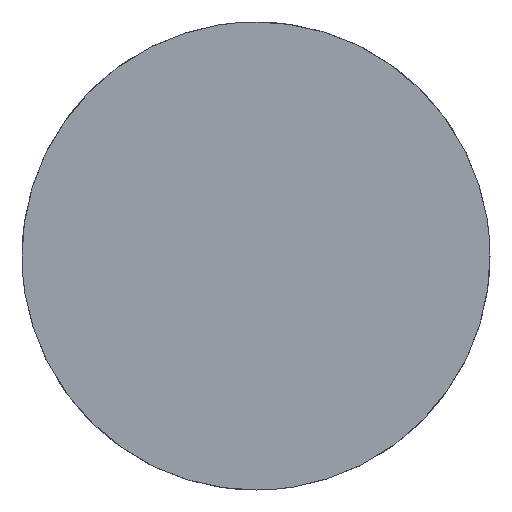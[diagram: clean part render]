
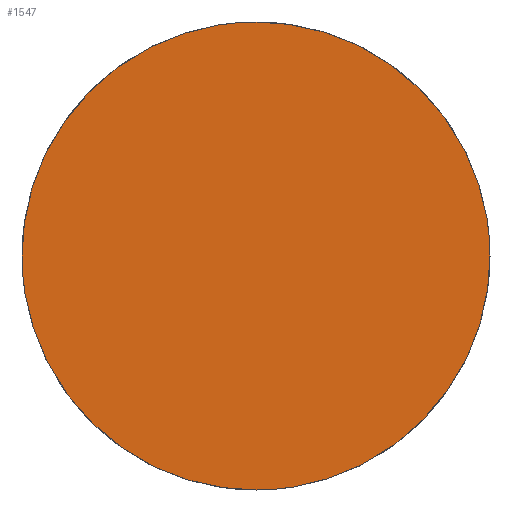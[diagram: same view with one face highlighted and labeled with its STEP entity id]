
A CAD part, left-side view. The second image highlights one B-rep face of the part: STEP entity #1547.
In plain terms, the highlighted free-form (B-spline) face has degree [1, 1] with [2, 2] control points.
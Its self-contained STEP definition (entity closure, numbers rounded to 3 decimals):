
#1547 = ADVANCED_FACE('',(#1548),#1562,.T.);
#1548 = FACE_BOUND('',#1549,.F.);
#1549 = EDGE_LOOP('',(#1550,#1584,#1611,#1638));
#1550 = ORIENTED_EDGE('',*,*,#1551,.T.);
#1551 = EDGE_CURVE('',#1552,#1554,#1556,.T.);
#1552 = VERTEX_POINT('',#1553);
#1553 = CARTESIAN_POINT('',(0.,-0.25,0.));
#1554 = VERTEX_POINT('',#1555);
#1555 = CARTESIAN_POINT('',(0.,0.,-0.25));
#1556 = SURFACE_CURVE('',#1557,(#1561),.PCURVE_S1.);
#1557 = ( BOUNDED_CURVE() B_SPLINE_CURVE(2,(#1558,#1559,#1560),
.UNSPECIFIED.,.F.,.F.) B_SPLINE_CURVE_WITH_KNOTS((3,3),(0.,
1.571),.PIECEWISE_BEZIER_KNOTS.) CURVE() 
GEOMETRIC_REPRESENTATION_ITEM() RATIONAL_B_SPLINE_CURVE((1.,
0.707,1.)) REPRESENTATION_ITEM('') );
#1558 = CARTESIAN_POINT('',(0.,-0.25,0.));
#1559 = CARTESIAN_POINT('',(0.,-0.25,-0.25));
#1560 = CARTESIAN_POINT('',(0.,0.,-0.25));
#1561 = PCURVE('',#1562,#1567);
#1562 = B_SPLINE_SURFACE_WITH_KNOTS('',1,1,(
    (#1563,#1564)
    ,(#1565,#1566
    )),.UNSPECIFIED.,.F.,.F.,.F.,(2,2),(2,2),(-0.25,0.25),(-0.25,0.25),
  .PIECEWISE_BEZIER_KNOTS.);
#1563 = CARTESIAN_POINT('',(0.,-0.25,-0.25));
#1564 = CARTESIAN_POINT('',(0.,0.25,-0.25));
#1565 = CARTESIAN_POINT('',(0.,-0.25,0.25));
#1566 = CARTESIAN_POINT('',(0.,0.25,0.25));
#1567 = DEFINITIONAL_REPRESENTATION('',(#1568),#1583);
#1568 = B_SPLINE_CURVE_WITH_KNOTS('',7,(#1569,#1570,#1571,#1572,#1573,
    #1574,#1575,#1576,#1577,#1578,#1579,#1580,#1581,#1582),
  .UNSPECIFIED.,.F.,.F.,(8,6,8),(0.,0.785,1.571),
  .UNSPECIFIED.);
#1569 = CARTESIAN_POINT('',(0.,-0.25));
#1570 = CARTESIAN_POINT('',(-0.025,-0.25));
#1571 = CARTESIAN_POINT('',(-0.052,-0.247));
#1572 = CARTESIAN_POINT('',(-0.079,-0.241));
#1573 = CARTESIAN_POINT('',(-0.106,-0.23));
#1574 = CARTESIAN_POINT('',(-0.132,-0.216));
#1575 = CARTESIAN_POINT('',(-0.156,-0.198));
#1576 = CARTESIAN_POINT('',(-0.198,-0.156));
#1577 = CARTESIAN_POINT('',(-0.216,-0.132));
#1578 = CARTESIAN_POINT('',(-0.23,-0.106));
#1579 = CARTESIAN_POINT('',(-0.241,-0.079));
#1580 = CARTESIAN_POINT('',(-0.247,-0.052));
#1581 = CARTESIAN_POINT('',(-0.25,-0.025));
#1582 = CARTESIAN_POINT('',(-0.25,0.));
#1583 = ( GEOMETRIC_REPRESENTATION_CONTEXT(2) 
PARAMETRIC_REPRESENTATION_CONTEXT() REPRESENTATION_CONTEXT('2D SPACE',''
  ) );
#1584 = ORIENTED_EDGE('',*,*,#1585,.T.);
#1585 = EDGE_CURVE('',#1554,#1586,#1588,.T.);
#1586 = VERTEX_POINT('',#1587);
#1587 = CARTESIAN_POINT('',(0.,0.25,0.));
#1588 = SURFACE_CURVE('',#1589,(#1593),.PCURVE_S1.);
#1589 = ( BOUNDED_CURVE() B_SPLINE_CURVE(2,(#1590,#1591,#1592),
.UNSPECIFIED.,.F.,.F.) B_SPLINE_CURVE_WITH_KNOTS((3,3),(0.,
1.571),.PIECEWISE_BEZIER_KNOTS.) CURVE() 
GEOMETRIC_REPRESENTATION_ITEM() RATIONAL_B_SPLINE_CURVE((1.,
0.707,1.)) REPRESENTATION_ITEM('') );
#1590 = CARTESIAN_POINT('',(0.,0.,-0.25));
#1591 = CARTESIAN_POINT('',(0.,0.25,-0.25));
#1592 = CARTESIAN_POINT('',(0.,0.25,0.));
#1593 = PCURVE('',#1562,#1594);
#1594 = DEFINITIONAL_REPRESENTATION('',(#1595),#1610);
#1595 = B_SPLINE_CURVE_WITH_KNOTS('',7,(#1596,#1597,#1598,#1599,#1600,
    #1601,#1602,#1603,#1604,#1605,#1606,#1607,#1608,#1609),
  .UNSPECIFIED.,.F.,.F.,(8,6,8),(0.,0.785,1.571),
  .UNSPECIFIED.);
#1596 = CARTESIAN_POINT('',(-0.25,0.));
#1597 = CARTESIAN_POINT('',(-0.25,0.025));
#1598 = CARTESIAN_POINT('',(-0.247,0.052));
#1599 = CARTESIAN_POINT('',(-0.241,0.079));
#1600 = CARTESIAN_POINT('',(-0.23,0.106));
#1601 = CARTESIAN_POINT('',(-0.216,0.132));
#1602 = CARTESIAN_POINT('',(-0.198,0.156));
#1603 = CARTESIAN_POINT('',(-0.156,0.198));
#1604 = CARTESIAN_POINT('',(-0.132,0.216));
#1605 = CARTESIAN_POINT('',(-0.106,0.23));
#1606 = CARTESIAN_POINT('',(-0.079,0.241));
#1607 = CARTESIAN_POINT('',(-0.052,0.247));
#1608 = CARTESIAN_POINT('',(-0.025,0.25));
#1609 = CARTESIAN_POINT('',(0.,0.25));
#1610 = ( GEOMETRIC_REPRESENTATION_CONTEXT(2) 
PARAMETRIC_REPRESENTATION_CONTEXT() REPRESENTATION_CONTEXT('2D SPACE',''
  ) );
#1611 = ORIENTED_EDGE('',*,*,#1612,.T.);
#1612 = EDGE_CURVE('',#1586,#1613,#1615,.T.);
#1613 = VERTEX_POINT('',#1614);
#1614 = CARTESIAN_POINT('',(0.,0.,0.25));
#1615 = SURFACE_CURVE('',#1616,(#1620),.PCURVE_S1.);
#1616 = ( BOUNDED_CURVE() B_SPLINE_CURVE(2,(#1617,#1618,#1619),
.UNSPECIFIED.,.F.,.F.) B_SPLINE_CURVE_WITH_KNOTS((3,3),(0.,
1.571),.PIECEWISE_BEZIER_KNOTS.) CURVE() 
GEOMETRIC_REPRESENTATION_ITEM() RATIONAL_B_SPLINE_CURVE((1.,
0.707,1.)) REPRESENTATION_ITEM('') );
#1617 = CARTESIAN_POINT('',(0.,0.25,0.));
#1618 = CARTESIAN_POINT('',(0.,0.25,0.25));
#1619 = CARTESIAN_POINT('',(0.,0.,0.25));
#1620 = PCURVE('',#1562,#1621);
#1621 = DEFINITIONAL_REPRESENTATION('',(#1622),#1637);
#1622 = B_SPLINE_CURVE_WITH_KNOTS('',7,(#1623,#1624,#1625,#1626,#1627,
    #1628,#1629,#1630,#1631,#1632,#1633,#1634,#1635,#1636),
  .UNSPECIFIED.,.F.,.F.,(8,6,8),(0.,0.785,1.571),
  .UNSPECIFIED.);
#1623 = CARTESIAN_POINT('',(0.,0.25));
#1624 = CARTESIAN_POINT('',(0.025,0.25));
#1625 = CARTESIAN_POINT('',(0.052,0.247));
#1626 = CARTESIAN_POINT('',(0.079,0.241));
#1627 = CARTESIAN_POINT('',(0.106,0.23));
#1628 = CARTESIAN_POINT('',(0.132,0.216));
#1629 = CARTESIAN_POINT('',(0.156,0.198));
#1630 = CARTESIAN_POINT('',(0.198,0.156));
#1631 = CARTESIAN_POINT('',(0.216,0.132));
#1632 = CARTESIAN_POINT('',(0.23,0.106));
#1633 = CARTESIAN_POINT('',(0.241,0.079));
#1634 = CARTESIAN_POINT('',(0.247,0.052));
#1635 = CARTESIAN_POINT('',(0.25,0.025));
#1636 = CARTESIAN_POINT('',(0.25,0.));
#1637 = ( GEOMETRIC_REPRESENTATION_CONTEXT(2) 
PARAMETRIC_REPRESENTATION_CONTEXT() REPRESENTATION_CONTEXT('2D SPACE',''
  ) );
#1638 = ORIENTED_EDGE('',*,*,#1639,.T.);
#1639 = EDGE_CURVE('',#1613,#1552,#1640,.T.);
#1640 = SURFACE_CURVE('',#1641,(#1645),.PCURVE_S1.);
#1641 = ( BOUNDED_CURVE() B_SPLINE_CURVE(2,(#1642,#1643,#1644),
.UNSPECIFIED.,.F.,.F.) B_SPLINE_CURVE_WITH_KNOTS((3,3),(0.,
1.571),.PIECEWISE_BEZIER_KNOTS.) CURVE() 
GEOMETRIC_REPRESENTATION_ITEM() RATIONAL_B_SPLINE_CURVE((1.,
0.707,1.)) REPRESENTATION_ITEM('') );
#1642 = CARTESIAN_POINT('',(0.,0.,0.25));
#1643 = CARTESIAN_POINT('',(0.,-0.25,0.25));
#1644 = CARTESIAN_POINT('',(0.,-0.25,0.));
#1645 = PCURVE('',#1562,#1646);
#1646 = DEFINITIONAL_REPRESENTATION('',(#1647),#1662);
#1647 = B_SPLINE_CURVE_WITH_KNOTS('',7,(#1648,#1649,#1650,#1651,#1652,
    #1653,#1654,#1655,#1656,#1657,#1658,#1659,#1660,#1661),
  .UNSPECIFIED.,.F.,.F.,(8,6,8),(0.,0.785,1.571),
  .UNSPECIFIED.);
#1648 = CARTESIAN_POINT('',(0.25,0.));
#1649 = CARTESIAN_POINT('',(0.25,-0.025));
#1650 = CARTESIAN_POINT('',(0.247,-0.052));
#1651 = CARTESIAN_POINT('',(0.241,-0.079));
#1652 = CARTESIAN_POINT('',(0.23,-0.106));
#1653 = CARTESIAN_POINT('',(0.216,-0.132));
#1654 = CARTESIAN_POINT('',(0.198,-0.156));
#1655 = CARTESIAN_POINT('',(0.156,-0.198));
#1656 = CARTESIAN_POINT('',(0.132,-0.216));
#1657 = CARTESIAN_POINT('',(0.106,-0.23));
#1658 = CARTESIAN_POINT('',(0.079,-0.241));
#1659 = CARTESIAN_POINT('',(0.052,-0.247));
#1660 = CARTESIAN_POINT('',(0.025,-0.25));
#1661 = CARTESIAN_POINT('',(0.,-0.25));
#1662 = ( GEOMETRIC_REPRESENTATION_CONTEXT(2) 
PARAMETRIC_REPRESENTATION_CONTEXT() REPRESENTATION_CONTEXT('2D SPACE',''
  ) );
